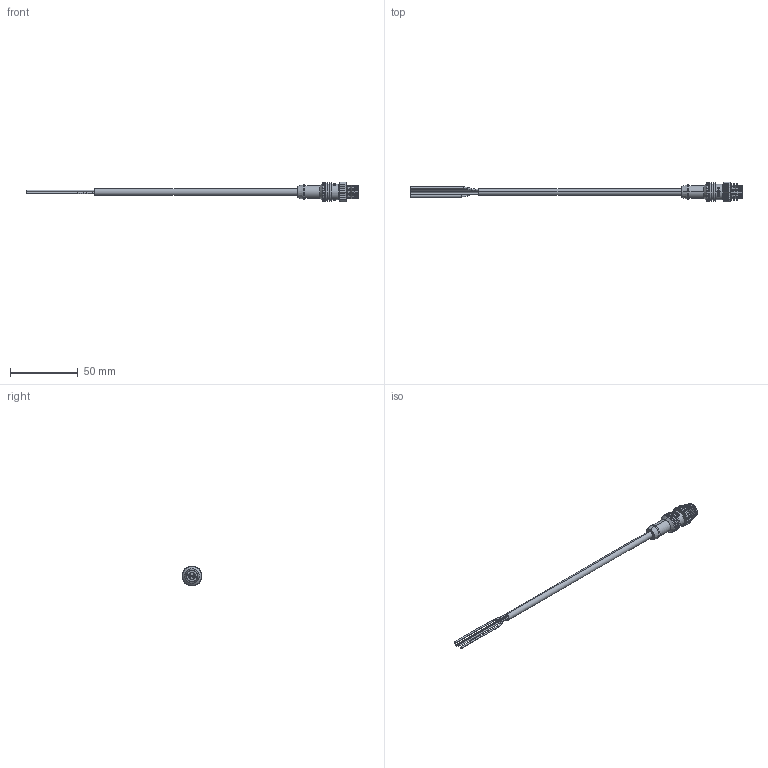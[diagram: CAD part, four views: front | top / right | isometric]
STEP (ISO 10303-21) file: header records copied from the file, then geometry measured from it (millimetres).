
FILE_DESCRIPTION (( 'STEP AP214' ), '1' );
FILE_NAME ('M12FOE5A.STEP', '2010-01-25T21:54:22', ( 'Windows XP Mode' ), ( '' ), 'SwSTEP 2.0', 'SolidWorks 2008', '' );
FILE_SCHEMA (( 'AUTOMOTIVE_DESIGN' ));
Length unit declared in the file: inch
Products named in the file (4): M12M125-MA1; M12M125-MA2_with leads; 3AA16-007; M12FOE5A
Assembly tree (3 placements, depth 2):
  M12FOE5A
    M12M125-MA1
    3AA16-007
    M12M125-MA2_with leads
Bounding box: 245.06 x 14.73 x 14.73 mm (x, y, z)
Volume: 7227.9 mm3; surface area: 6893.3 mm2
Topology: 3 solids, 3 shells, 477 faces, 1130 edges, 691 vertices
Faces by surface type: torus 180, cylinder 132, plane 87, bspline 54, cone 24
Entity records: 18277 total; most frequent: CARTESIAN_POINT 7069, ORIENTED_EDGE 2260, DIRECTION 2245, EDGE_CURVE 1130, AXIS2_PLACEMENT_3D 995, VERTEX_POINT 691, CIRCLE 566, EDGE_LOOP 511
